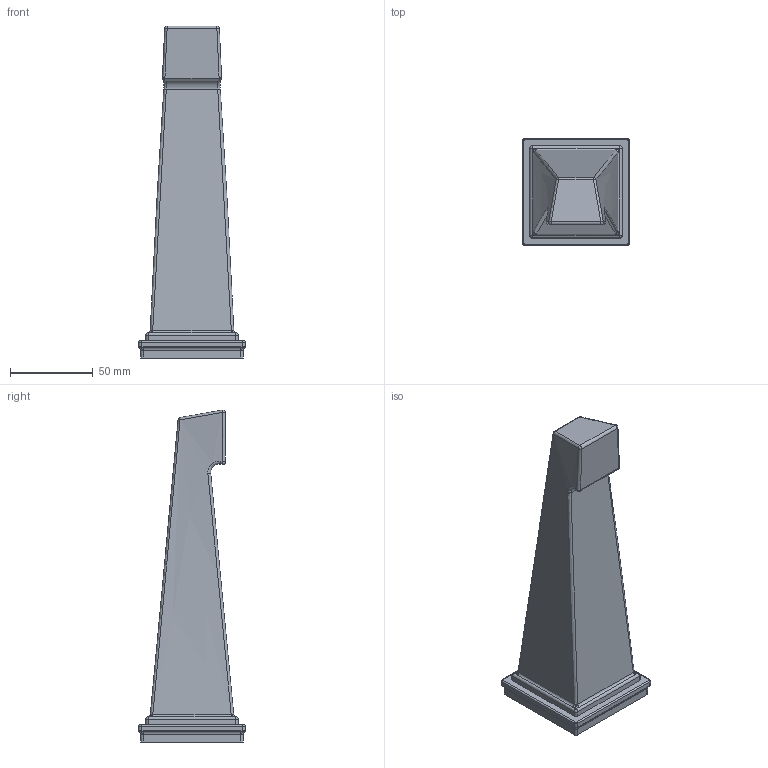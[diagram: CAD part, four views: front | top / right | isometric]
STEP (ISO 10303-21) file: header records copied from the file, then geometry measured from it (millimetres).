
FILE_DESCRIPTION((''),'2;1');
FILE_NAME('3-583','2021-01-26T08:19:28',('rsmith'),(''),'CREO PARAMETRIC BY PTC INC, 2018400','CREO PARAMETRIC BY PTC INC, 2018400','');
FILE_SCHEMA(('AUTOMOTIVE_DESIGN { 1 0 10303 214 1 1 1 1 }'));
Length unit declared in the file: inch
Products named in the file (1): 3-583
Bounding box: 64.77 x 64.77 x 201.19 mm (x, y, z)
Volume: 320004.5 mm3; surface area: 40331 mm2
Topology: 1 solids, 1 shells, 140 faces, 318 edges, 182 vertices
Faces by surface type: bspline 64, cylinder 38, plane 28, sphere 10
Entity records: 9283 total; most frequent: CARTESIAN_POINT 4397, ORIENTED_EDGE 636, DIRECTION 478, PRESENTATION_STYLE_ASSIGNMENT 459, STYLED_ITEM 319, CURVE_STYLE 318, EDGE_CURVE 318, AXIS2_PLACEMENT_3D 192
